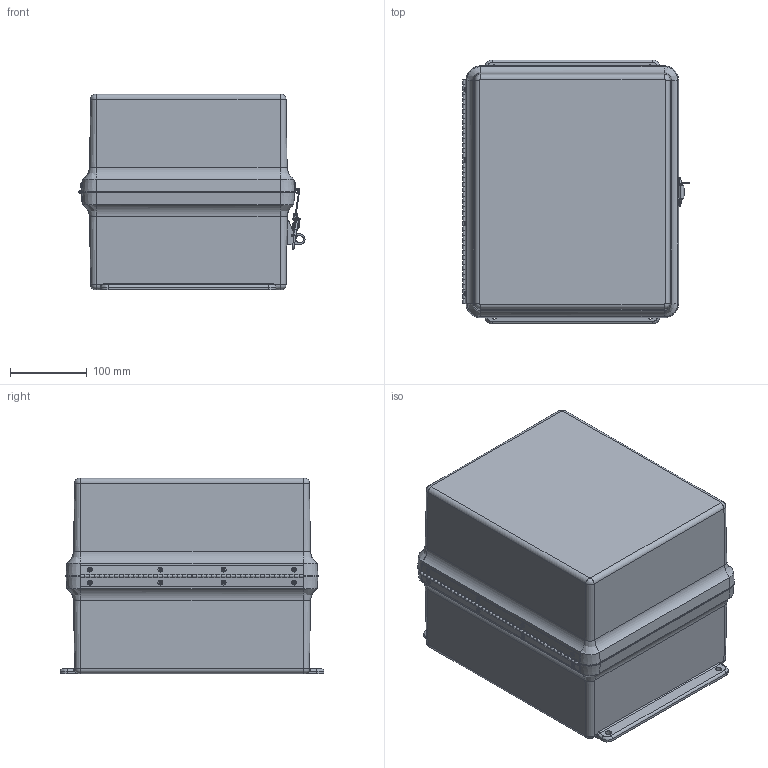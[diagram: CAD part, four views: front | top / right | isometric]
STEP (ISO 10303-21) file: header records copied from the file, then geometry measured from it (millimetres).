
FILE_DESCRIPTION (( 'STEP AP214' ), '1' );
FILE_NAME ('M121010SSH.STEP', '2018-11-07T16:41:19', ( '' ), ( '' ), 'SwSTEP 2.0', 'SolidWorks 2018', '' );
FILE_SCHEMA (( 'AUTOMOTIVE_DESIGN' ));
Length unit declared in the file: inch
Products named in the file (1): M121010SSH
Bounding box: 295.14 x 344.49 x 255.23 mm (x, y, z)
Volume: 1881730.7 mm3; surface area: 967147.9 mm2
Topology: 37 solids, 37 shells, 1227 faces, 2955 edges, 1850 vertices
Faces by surface type: cylinder 472, plane 453, bspline 225, cone 58, torus 19
Full cylindrical faces by diameter (mm): 2.159 x47, 2.4 x1, 2.7 x2, 3 x1, 3.175 x12, 3.25 x1, 3.302 x2, 3.454 x8, 3.5 x1, 3.556 x12, 3.861 x16, 3.962 x8, 4.2 x2, 4.7 x1, 4.9 x1, 5 x2, 5.3 x1, 5.537 x8, 6.35 x12, 6.858 x8, 9.55 x1, 13.3 x1, 13.5 x1
Entity records: 65662 total; most frequent: CARTESIAN_POINT 22605, ORIENTED_EDGE 5498, DIRECTION 4997, EDGE_CURVE 2749, AXIS2_PLACEMENT_3D 1841, VERTEX_POINT 1821, EDGE_LOOP 1624, FACE_OUTER_BOUND 1382
